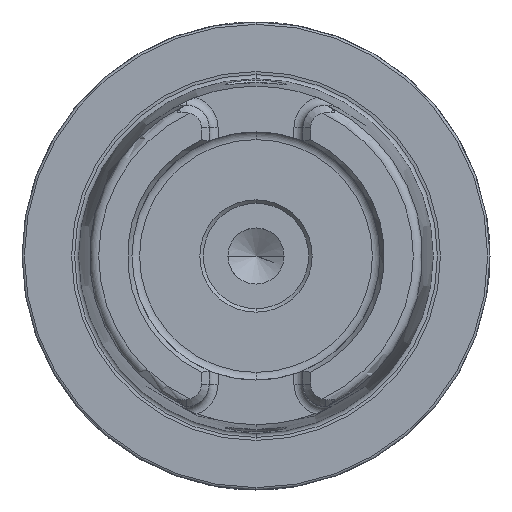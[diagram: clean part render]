
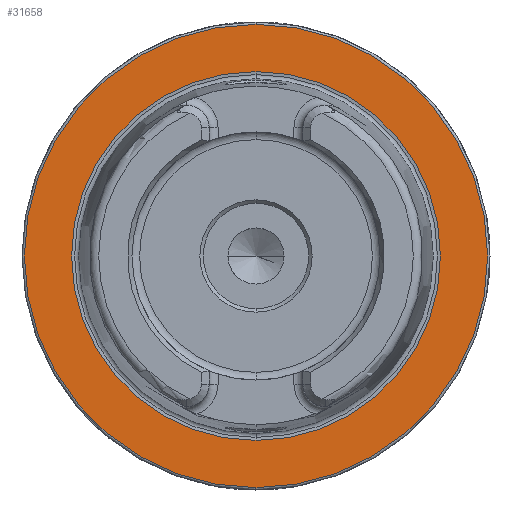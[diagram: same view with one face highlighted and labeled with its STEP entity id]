
A CAD part, left-side view. The second image highlights one B-rep face of the part: STEP entity #31658.
In plain terms, the highlighted planar face has unit normal (-1, 0, 0).
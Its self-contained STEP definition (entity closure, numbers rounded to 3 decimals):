
#931 = DIRECTION ( 'NONE',  ( 0., 0., 1. ) ) ;
#1052 = EDGE_LOOP ( 'NONE', ( #36147, #5295 ) ) ;
#2550 = EDGE_LOOP ( 'NONE', ( #24379, #18910 ) ) ;
#4151 = DIRECTION ( 'NONE',  ( -1., 0., 0. ) ) ;
#4717 = CARTESIAN_POINT ( 'NONE',  ( 0., 0., 0. ) ) ;
#4824 = FACE_BOUND ( 'NONE', #2550, .T. ) ;
#4918 = DIRECTION ( 'NONE',  ( -1., 0., 0. ) ) ;
#5295 = ORIENTED_EDGE ( 'NONE', *, *, #38632, .T. ) ;
#5538 = CIRCLE ( 'NONE', #24113, 49.5 ) ;
#6259 = DIRECTION ( 'NONE',  ( -1., 0., 0. ) ) ;
#7691 = EDGE_CURVE ( 'NONE', #18173, #24976, #21316, .T. ) ;
#8203 = CARTESIAN_POINT ( 'NONE',  ( 0., 0., -39.405 ) ) ;
#9240 = DIRECTION ( 'NONE',  ( 0., 0., 1. ) ) ;
#10176 = DIRECTION ( 'NONE',  ( 0., 0., -1. ) ) ;
#10573 = CARTESIAN_POINT ( 'NONE',  ( 0., 49.5, 0. ) ) ;
#15435 = CIRCLE ( 'NONE', #35972, 49.5 ) ;
#18173 = VERTEX_POINT ( 'NONE', #8203 ) ;
#18910 = ORIENTED_EDGE ( 'NONE', *, *, #7691, .F. ) ;
#21316 = CIRCLE ( 'NONE', #27072, 39.405 ) ;
#23366 = CARTESIAN_POINT ( 'NONE',  ( 0., 0., 0. ) ) ;
#23558 = EDGE_CURVE ( 'NONE', #35097, #35202, #5538, .T. ) ;
#24113 = AXIS2_PLACEMENT_3D ( 'NONE', #23366, #4918, #32999 ) ;
#24379 = ORIENTED_EDGE ( 'NONE', *, *, #27018, .F. ) ;
#24618 = AXIS2_PLACEMENT_3D ( 'NONE', #39394, #6259, #9240 ) ;
#24976 = VERTEX_POINT ( 'NONE', #35799 ) ;
#26002 = CARTESIAN_POINT ( 'NONE',  ( 0., 0., -49.5 ) ) ;
#27018 = EDGE_CURVE ( 'NONE', #24976, #18173, #28491, .T. ) ;
#27072 = AXIS2_PLACEMENT_3D ( 'NONE', #4717, #4151, #931 ) ;
#27393 = CARTESIAN_POINT ( 'NONE',  ( 0., 0., 0. ) ) ;
#27410 = AXIS2_PLACEMENT_3D ( 'NONE', #10573, #35096, #10176 ) ;
#28010 = DIRECTION ( 'NONE',  ( 0., 0., 1. ) ) ;
#28491 = CIRCLE ( 'NONE', #24618, 39.405 ) ;
#28703 = PLANE ( 'NONE',  #27410 ) ;
#29451 = FACE_OUTER_BOUND ( 'NONE', #1052, .T. ) ;
#29836 = CARTESIAN_POINT ( 'NONE',  ( 0., 0., 49.5 ) ) ;
#31658 = ADVANCED_FACE ( 'NONE', ( #4824, #29451 ), #28703, .F. ) ;
#32999 = DIRECTION ( 'NONE',  ( 0., 0., 1. ) ) ;
#35096 = DIRECTION ( 'NONE',  ( 1., 0., 0. ) ) ;
#35097 = VERTEX_POINT ( 'NONE', #29836 ) ;
#35202 = VERTEX_POINT ( 'NONE', #26002 ) ;
#35799 = CARTESIAN_POINT ( 'NONE',  ( 0., 0., 39.405 ) ) ;
#35972 = AXIS2_PLACEMENT_3D ( 'NONE', #27393, #37191, #28010 ) ;
#36147 = ORIENTED_EDGE ( 'NONE', *, *, #23558, .T. ) ;
#37191 = DIRECTION ( 'NONE',  ( -1., 0., 0. ) ) ;
#38632 = EDGE_CURVE ( 'NONE', #35202, #35097, #15435, .T. ) ;
#39394 = CARTESIAN_POINT ( 'NONE',  ( 0., 0., 0. ) ) ;
